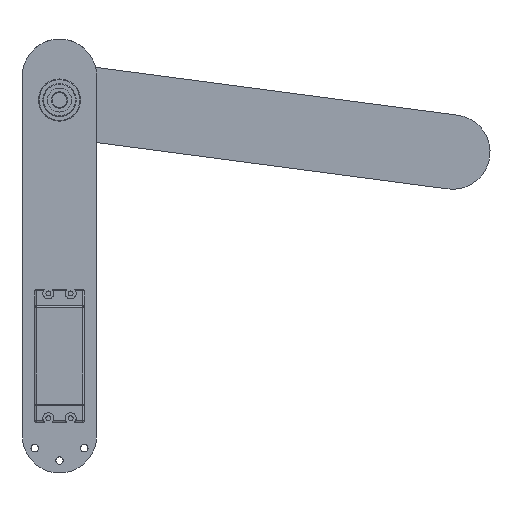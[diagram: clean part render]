
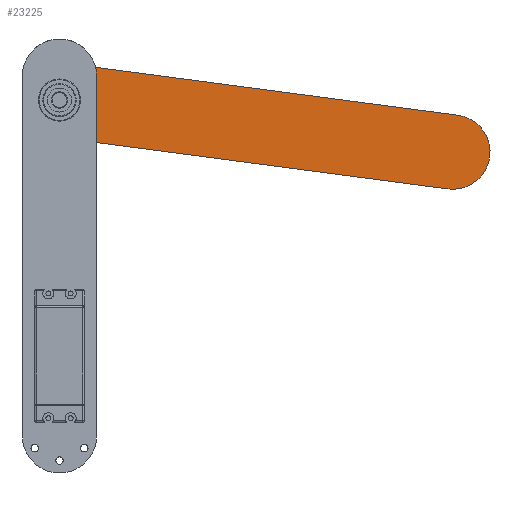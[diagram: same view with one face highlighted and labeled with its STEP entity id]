
A CAD part, left-side view. The second image highlights one B-rep face of the part: STEP entity #23225.
In plain terms, the highlighted face is planar.
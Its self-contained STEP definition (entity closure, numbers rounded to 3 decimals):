
#20635=CARTESIAN_POINT('',(0.,-8.5,0.));
#20636=DIRECTION('',(0.,1.,0.));
#20637=DIRECTION('',(-1.,0.,0.));
#20638=AXIS2_PLACEMENT_3D('',#20635,#20636,#20637);
#20640=CARTESIAN_POINT('',(0.,-8.5,160.));
#20641=DIRECTION('',(0.,-1.,0.));
#20642=DIRECTION('',(1.,0.,0.));
#20643=AXIS2_PLACEMENT_3D('',#20640,#20641,#20642);
#20645=CARTESIAN_POINT('',(-1.1,-8.5,-1.1));
#20646=DIRECTION('',(0.,1.,0.));
#20647=DIRECTION('',(0.,0.,-1.));
#20648=AXIS2_PLACEMENT_3D('',#20645,#20646,#20647);
#20650=DIRECTION('',(1.,0.,0.));
#20651=VECTOR('',#20650,2.2);
#20652=CARTESIAN_POINT('',(-1.1,-8.5,-15.));
#20653=LINE('',#20652,#20651);
#20654=CARTESIAN_POINT('',(1.1,-8.5,-1.1));
#20655=DIRECTION('',(0.,1.,0.));
#20656=DIRECTION('',(1.,0.,0.));
#20657=AXIS2_PLACEMENT_3D('',#20654,#20655,#20656);
#20659=DIRECTION('',(0.,0.,1.));
#20660=VECTOR('',#20659,161.1);
#20661=CARTESIAN_POINT('',(15.,-8.5,-1.1));
#20662=LINE('',#20661,#20660);
#20663=CARTESIAN_POINT('',(0.,-8.5,0.));
#20664=DIRECTION('',(0.,1.,0.));
#20665=DIRECTION('',(1.,0.,0.));
#20666=AXIS2_PLACEMENT_3D('',#20663,#20664,#20665);
#20783=DIRECTION('',(0.,0.,1.));
#20784=VECTOR('',#20783,161.1);
#20785=CARTESIAN_POINT('',(-15.,-8.5,-1.1));
#20786=LINE('',#20785,#20784);
#21929=CARTESIAN_POINT('',(-6.11,-8.5,0.));
#21930=CARTESIAN_POINT('',(6.11,-8.5,0.));
#21931=VERTEX_POINT('',#21929);
#21932=VERTEX_POINT('',#21930);
#21937=CARTESIAN_POINT('',(15.,-8.5,-1.1));
#21938=VERTEX_POINT('',#21937);
#21939=CARTESIAN_POINT('',(1.1,-8.5,-15.));
#21940=VERTEX_POINT('',#21939);
#21941=CARTESIAN_POINT('',(-1.1,-8.5,-15.));
#21942=CARTESIAN_POINT('',(-15.,-8.5,-1.1));
#21943=VERTEX_POINT('',#21941);
#21944=VERTEX_POINT('',#21942);
#21965=CARTESIAN_POINT('',(15.,-8.5,160.));
#21966=CARTESIAN_POINT('',(-15.,-8.5,160.));
#21967=VERTEX_POINT('',#21965);
#21968=VERTEX_POINT('',#21966);
#23201=CARTESIAN_POINT('',(0.,-8.5,0.));
#23202=DIRECTION('',(0.,-1.,0.));
#23203=DIRECTION('',(0.,0.,-1.));
#23204=AXIS2_PLACEMENT_3D('',#23201,#23202,#23203);
#23205=PLANE('',#23204);
#23207=ORIENTED_EDGE('',*,*,#23206,.T.);
#23209=ORIENTED_EDGE('',*,*,#23208,.F.);
#23211=ORIENTED_EDGE('',*,*,#23210,.F.);
#23213=ORIENTED_EDGE('',*,*,#23212,.T.);
#23215=ORIENTED_EDGE('',*,*,#23214,.F.);
#23217=ORIENTED_EDGE('',*,*,#23216,.T.);
#23218=EDGE_LOOP('',(#23207,#23209,#23211,#23213,#23215,#23217));
#23219=FACE_OUTER_BOUND('',#23218,.F.);
#23220=ORIENTED_EDGE('',*,*,#23191,.T.);
#23222=ORIENTED_EDGE('',*,*,#23221,.T.);
#23223=EDGE_LOOP('',(#23220,#23222));
#23224=FACE_BOUND('',#23223,.F.);
#23225=ADVANCED_FACE('',(#23219,#23224),#23205,.F.);
#20639=CIRCLE('',#20638,6.11);
#20644=CIRCLE('',#20643,15.);
#20649=CIRCLE('',#20648,13.9);
#20658=CIRCLE('',#20657,13.9);
#20667=CIRCLE('',#20666,6.11);
#23191=EDGE_CURVE('',#21931,#21932,#20639,.T.);
#23206=EDGE_CURVE('',#21967,#21968,#20644,.T.);
#23208=EDGE_CURVE('',#21944,#21968,#20786,.T.);
#23210=EDGE_CURVE('',#21943,#21944,#20649,.T.);
#23212=EDGE_CURVE('',#21943,#21940,#20653,.T.);
#23214=EDGE_CURVE('',#21938,#21940,#20658,.T.);
#23216=EDGE_CURVE('',#21938,#21967,#20662,.T.);
#23221=EDGE_CURVE('',#21932,#21931,#20667,.T.);
